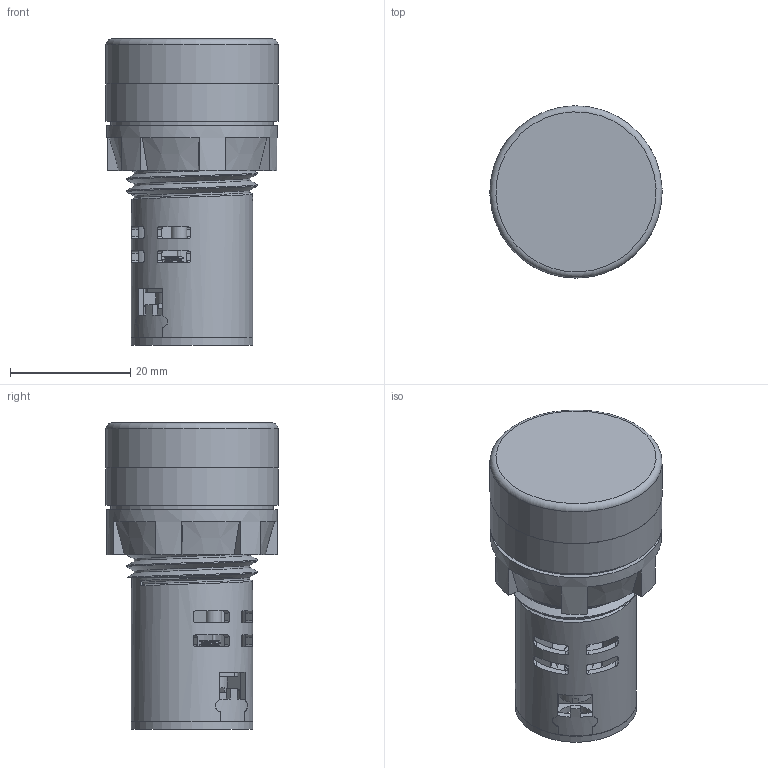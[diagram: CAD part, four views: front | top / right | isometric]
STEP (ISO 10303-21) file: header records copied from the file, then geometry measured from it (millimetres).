
FILE_DESCRIPTION(/* description */ (''),/* implementation_level */ '2;1');
FILE_NAME(/* name */ 'LMB.stp',/* time_stamp */ '2020-02-28T12:14:38+08:00',/* author */ ('IMO'),/* organization */ (''),/* preprocessor_version */ 'ST-DEVELOPER v11',/* originating_system */ 'SIEMENS UGS NX 6.0',/* authorisation */ '');
FILE_SCHEMA (('AUTOMOTIVE_DESIGN { 1 0 10303 214 1 1 1 1 }'));
Length unit declared in the file: millimetre
Products named in the file (1): LMB
Bounding box: 28.7 x 28.7 x 51 mm (x, y, z)
Volume: 11133.3 mm3; surface area: 19044.2 mm2
Topology: 28 solids, 28 shells, 463 faces, 1208 edges, 805 vertices
Faces by surface type: plane 300, cylinder 139, bspline 16, cone 6, torus 2
Full cylindrical faces by diameter (mm): 0.6 x4, 1.6 x1, 2.6 x1, 3.5 x24, 5.19 x1, 5.401 x1, 5.8 x2, 6.1 x4, 16.2 x1, 17.4 x1, 17.8 x1, 18 x1, 19 x1, 19.3 x1, 20.2 x2, 21.6 x1, 21.8 x5, 22 x1, 23 x1, 23.7 x1, 26 x5, 27 x1, 28.5 x1, 28.7 x2
Entity records: 23953 total; most frequent: CARTESIAN_POINT 11674, ORIENTED_EDGE 2102, DIRECTION 2048, EDGE_CURVE 1051, VERTEX_POINT 723, AXIS2_PLACEMENT_3D 707, LINE 634, VECTOR 634
